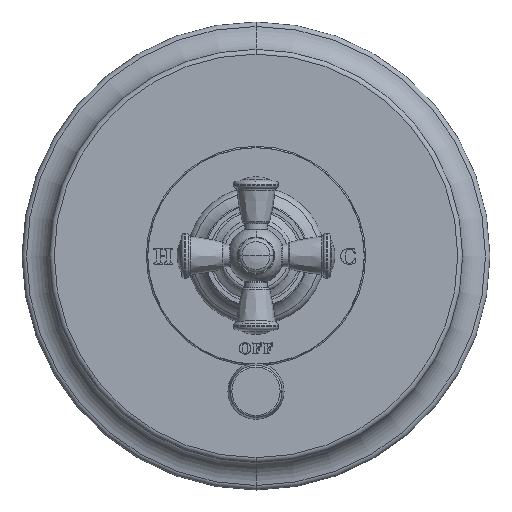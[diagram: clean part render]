
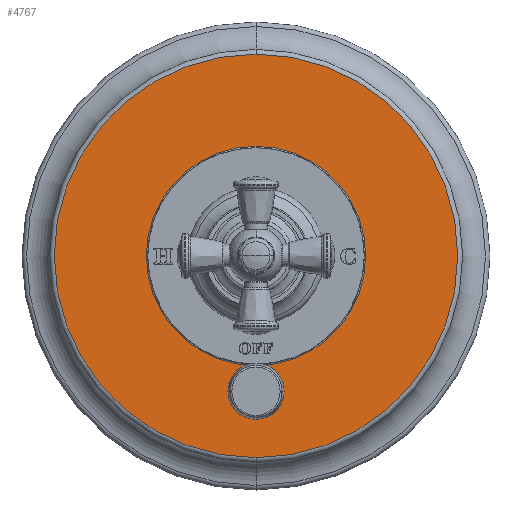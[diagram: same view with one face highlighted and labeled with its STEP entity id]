
A CAD part, top view. The second image highlights one B-rep face of the part: STEP entity #4767.
In plain terms, the highlighted planar face has unit normal (0, 0, 1).
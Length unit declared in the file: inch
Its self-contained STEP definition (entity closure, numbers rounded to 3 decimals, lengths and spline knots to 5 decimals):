
#80=CARTESIAN_POINT('',(0.,0.,0.625));
#81=DIRECTION('',(0.,0.,1.));
#82=DIRECTION('',(0.,1.,0.));
#83=AXIS2_PLACEMENT_3D('',#80,#81,#82);
#85=CARTESIAN_POINT('',(0.,0.,0.625));
#86=DIRECTION('',(0.,0.,-1.));
#87=DIRECTION('',(0.,1.,0.));
#88=AXIS2_PLACEMENT_3D('',#85,#86,#87);
#90=CARTESIAN_POINT('',(0.,-2.17,0.625));
#91=DIRECTION('',(0.,0.,1.));
#92=DIRECTION('',(-1.,0.,0.));
#93=AXIS2_PLACEMENT_3D('',#90,#91,#92);
#95=CARTESIAN_POINT('',(0.,-2.17,0.625));
#96=DIRECTION('',(0.,0.,1.));
#97=DIRECTION('',(1.,0.,0.));
#98=AXIS2_PLACEMENT_3D('',#95,#96,#97);
#100=CARTESIAN_POINT('',(0.,0.,0.625));
#101=DIRECTION('',(0.,0.,1.));
#102=DIRECTION('',(0.,-1.,0.));
#103=AXIS2_PLACEMENT_3D('',#100,#101,#102);
#115=CARTESIAN_POINT('',(0.,0.,0.625));
#116=DIRECTION('',(0.,0.,1.));
#117=DIRECTION('',(0.,1.,0.));
#118=AXIS2_PLACEMENT_3D('',#115,#116,#117);
#3964=CARTESIAN_POINT('',(0.,3.233,0.625));
#3965=VERTEX_POINT('',#3964);
#3972=CARTESIAN_POINT('',(0.,-3.233,0.625));
#3973=VERTEX_POINT('',#3972);
#3974=CARTESIAN_POINT('',(0.,-1.75698,0.625));
#3975=CARTESIAN_POINT('',(0.,1.75698,0.625));
#3976=VERTEX_POINT('',#3974);
#3977=VERTEX_POINT('',#3975);
#4316=CARTESIAN_POINT('',(-0.236,-2.17,0.625));
#4317=CARTESIAN_POINT('',(0.236,-2.17,0.625));
#4318=VERTEX_POINT('',#4316);
#4319=VERTEX_POINT('',#4317);
#4746=CARTESIAN_POINT('',(0.,0.,0.625));
#4747=DIRECTION('',(0.,0.,-1.));
#4748=DIRECTION('',(0.,-1.,0.));
#4749=AXIS2_PLACEMENT_3D('',#4746,#4747,#4748);
#4750=PLANE('',#4749);
#4751=ORIENTED_EDGE('',*,*,#4725,.F.);
#4752=ORIENTED_EDGE('',*,*,#4741,.T.);
#4753=EDGE_LOOP('',(#4751,#4752));
#4754=FACE_OUTER_BOUND('',#4753,.F.);
#4756=ORIENTED_EDGE('',*,*,#4755,.T.);
#4758=ORIENTED_EDGE('',*,*,#4757,.T.);
#4759=EDGE_LOOP('',(#4756,#4758));
#4760=FACE_BOUND('',#4759,.F.);
#4762=ORIENTED_EDGE('',*,*,#4761,.T.);
#4764=ORIENTED_EDGE('',*,*,#4763,.T.);
#4765=EDGE_LOOP('',(#4762,#4764));
#4766=FACE_BOUND('',#4765,.F.);
#4767=ADVANCED_FACE('',(#4754,#4760,#4766),#4750,.F.);
#84=CIRCLE('',#83,3.233);
#89=CIRCLE('',#88,3.233);
#94=CIRCLE('',#93,0.236);
#99=CIRCLE('',#98,0.236);
#104=CIRCLE('',#103,1.75698);
#119=CIRCLE('',#118,1.75698);
#4725=EDGE_CURVE('',#3965,#3973,#84,.T.);
#4741=EDGE_CURVE('',#3965,#3973,#89,.T.);
#4755=EDGE_CURVE('',#3976,#3977,#104,.T.);
#4757=EDGE_CURVE('',#3977,#3976,#119,.T.);
#4761=EDGE_CURVE('',#4318,#4319,#94,.T.);
#4763=EDGE_CURVE('',#4319,#4318,#99,.T.);
